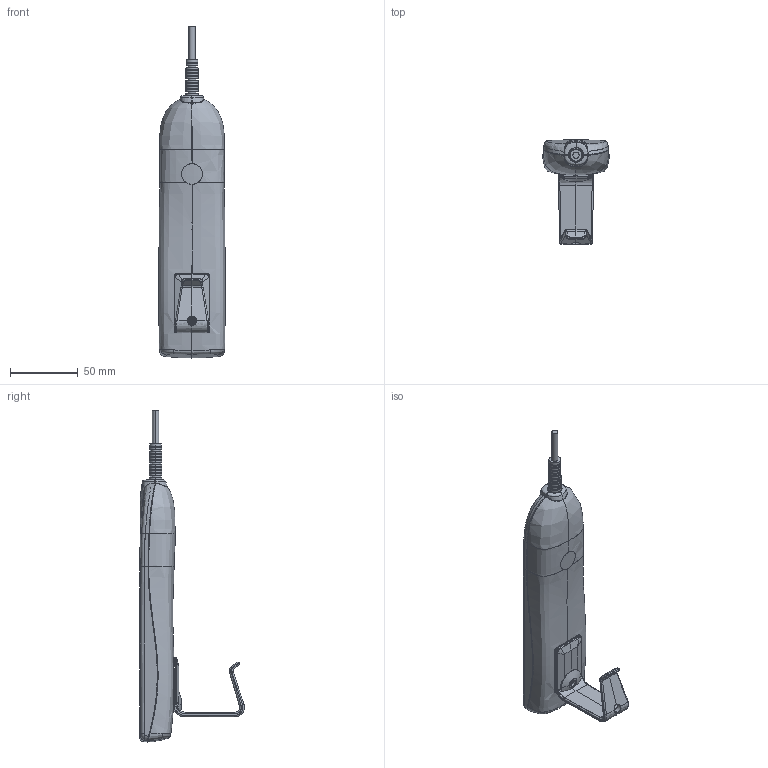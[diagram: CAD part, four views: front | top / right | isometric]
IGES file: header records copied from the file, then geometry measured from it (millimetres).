
Start section: SolidWorks IGES file using analytic representation for surfaces
Global section: file name: Swingline.IGS; native system: SolidWorks 2008; preprocessor: SolidWorks 2008; author: ckuhn; date: 110407.070957; units: millimetre
Bounding box: 49.04 x 77.33 x 245.04 mm (x, y, z)
Surface area: 34367.8 mm2 (no closed solid volume)
Topology: 0 solids, 0 shells, 538 faces, 6843 edges, 6843 vertices
Faces by surface type: bspline 369, revolution 169
